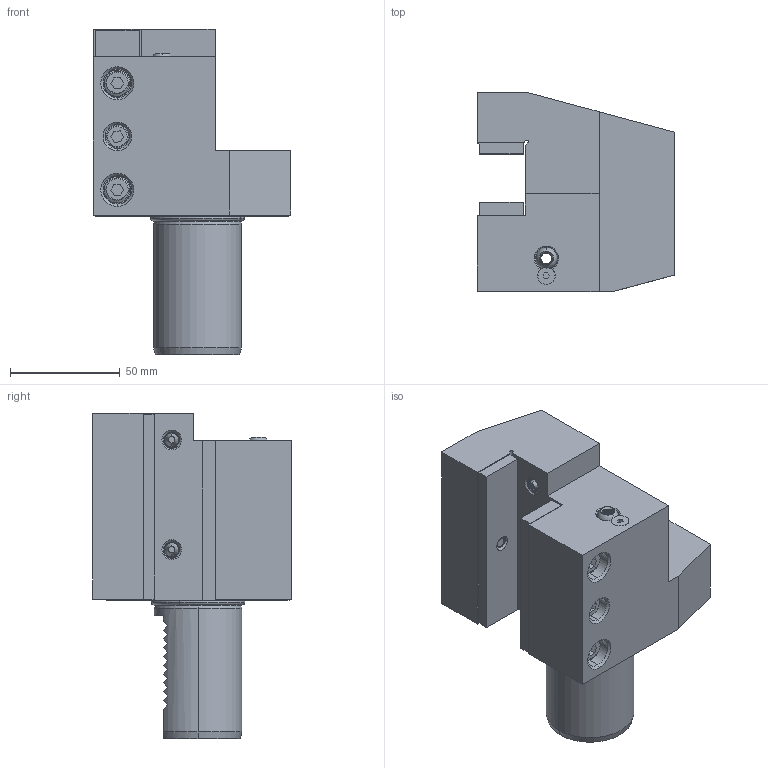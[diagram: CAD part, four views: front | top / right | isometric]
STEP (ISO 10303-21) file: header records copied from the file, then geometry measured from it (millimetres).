
FILE_DESCRIPTION (( 'STEP AP203' ), '1' );
FILE_NAME ('409.44.25.STEP', '2016-11-28T09:32:37', ( '' ), ( '' ), 'SwSTEP 2.0', 'SolidWorks 2012', '' );
FILE_SCHEMA (( 'CONFIG_CONTROL_DESIGN' ));
Products named in the file (13): 管螺文螺絲; 409.44.25; 皿頭_M4xP0.7x8L; M12平頭螺絲30; O型環38.7; M8尖頭螺絲; M6x30; M6x12; 84x20x5; 2-44100006N4出水銅嘴; VDI40    C4; 25x7.8; 72.5x20x6
Assembly tree (14 placements, depth 2):
  409.44.25
    VDI40    C4
    2-44100006N4出水銅嘴
    25x7.8
    72.5x20x6
    84x20x5
    M6x30
    M6x12
    M8尖頭螺絲  x2
    M12平頭螺絲30  x2
    O型環38.7
    皿頭_M4xP0.7x8L
    管螺文螺絲
Bounding box: 90 x 90.5 x 148 mm (x, y, z)
Volume: 478049.3 mm3; surface area: 79392.1 mm2
Topology: 31 solids, 31 shells, 744 faces, 1916 edges, 1245 vertices
Faces by surface type: cylinder 343, cone 159, plane 148, bspline 74, torus 18, sphere 2
Entity records: 85903 total; most frequent: CARTESIAN_POINT 70795, ORIENTED_EDGE 3302, DIRECTION 2321, EDGE_CURVE 1651, VERTEX_POINT 1072, AXIS2_PLACEMENT_3D 848, EDGE_LOOP 691, FACE_OUTER_BOUND 652
